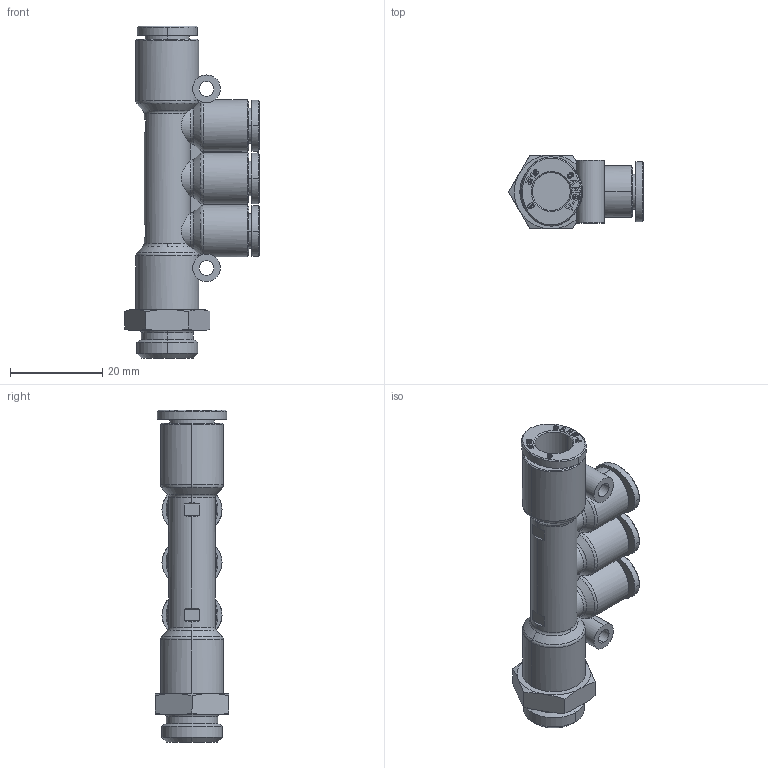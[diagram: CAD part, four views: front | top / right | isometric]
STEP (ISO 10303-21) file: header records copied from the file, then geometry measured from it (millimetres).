
FILE_DESCRIPTION (( 'STEP AP214' ), '1' );
FILE_NAME ('PKD08-06-G02.stp', '2015-09-17T08:09:17', ( '' ), ( '' ), 'SwSTEP 2.0', 'SolidWorks 2015', '' );
FILE_SCHEMA (( 'AUTOMOTIVE_DESIGN' ));
Length unit declared in the file: millimetre
Products named in the file (2): ｦ+ﾃｦ2; PKD08-06-G02
Assembly tree (1 placements, depth 2):
  PKD08-06-G02
    ｦ+ﾃｦ2
Bounding box: 29.19 x 16 x 71.9 mm (x, y, z)
Volume: 10285.3 mm3; surface area: 7843.9 mm2
Topology: 1 solids, 1 shells, 1150 faces, 3224 edges, 2138 vertices
Faces by surface type: plane 872, bspline 136, cylinder 82, cone 49, torus 11
Entity records: 42863 total; most frequent: CARTESIAN_POINT 13053, ORIENTED_EDGE 6448, DIRECTION 5097, EDGE_CURVE 3224, VECTOR 2563, LINE 2563, VERTEX_POINT 2138, AXIS2_PLACEMENT_3D 1267
